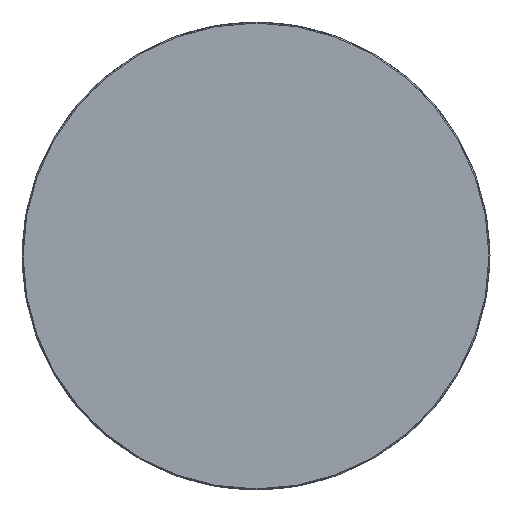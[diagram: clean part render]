
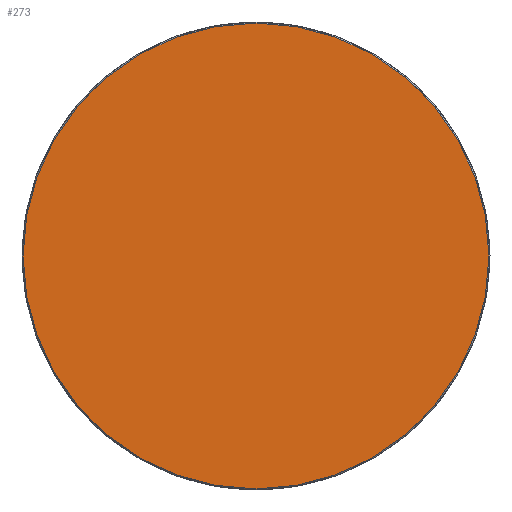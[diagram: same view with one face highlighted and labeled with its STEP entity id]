
A CAD part, left-side view. The second image highlights one B-rep face of the part: STEP entity #273.
In plain terms, the highlighted planar face has unit normal (-1, 0, 0).
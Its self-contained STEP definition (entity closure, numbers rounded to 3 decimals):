
#220 = EDGE_CURVE ( 'NONE', #386, #1556, #1467, .T. ) ;
#273 = ADVANCED_FACE ( 'NONE', ( #1818 ), #2567, .F. ) ;
#296 = CARTESIAN_POINT ( 'NONE',  ( -190.3, 0., 105.5 ) ) ;
#386 = VERTEX_POINT ( 'NONE', #296 ) ;
#472 = CARTESIAN_POINT ( 'NONE',  ( -190.3, 0., 0. ) ) ;
#492 = EDGE_LOOP ( 'NONE', ( #2117, #2272 ) ) ;
#534 = CARTESIAN_POINT ( 'NONE',  ( -190.3, 0., 0. ) ) ;
#681 = AXIS2_PLACEMENT_3D ( 'NONE', #3183, #3197, #2916 ) ;
#1409 = DIRECTION ( 'NONE',  ( 0., 0., -1. ) ) ;
#1467 = CIRCLE ( 'NONE', #3571, 105.5 ) ;
#1556 = VERTEX_POINT ( 'NONE', #2701 ) ;
#1703 = CIRCLE ( 'NONE', #3888, 105.5 ) ;
#1818 = FACE_OUTER_BOUND ( 'NONE', #492, .T. ) ;
#2117 = ORIENTED_EDGE ( 'NONE', *, *, #2428, .T. ) ;
#2272 = ORIENTED_EDGE ( 'NONE', *, *, #220, .T. ) ;
#2428 = EDGE_CURVE ( 'NONE', #1556, #386, #1703, .T. ) ;
#2567 = PLANE ( 'NONE',  #681 ) ;
#2619 = DIRECTION ( 'NONE',  ( 0., 0., -1. ) ) ;
#2670 = DIRECTION ( 'NONE',  ( -1., 0., 0. ) ) ;
#2701 = CARTESIAN_POINT ( 'NONE',  ( -190.3, 0., -105.5 ) ) ;
#2916 = DIRECTION ( 'NONE',  ( 0., 0., -1. ) ) ;
#3183 = CARTESIAN_POINT ( 'NONE',  ( -190.3, -106.766, 106.766 ) ) ;
#3197 = DIRECTION ( 'NONE',  ( 1., 0., 0. ) ) ;
#3571 = AXIS2_PLACEMENT_3D ( 'NONE', #472, #3808, #2619 ) ;
#3808 = DIRECTION ( 'NONE',  ( -1., 0., 0. ) ) ;
#3888 = AXIS2_PLACEMENT_3D ( 'NONE', #534, #2670, #1409 ) ;
